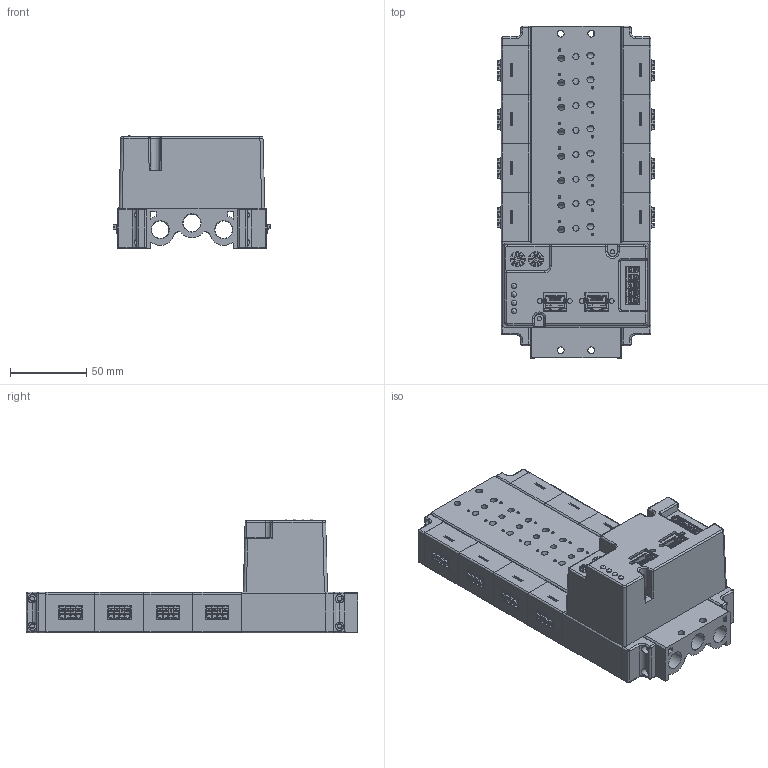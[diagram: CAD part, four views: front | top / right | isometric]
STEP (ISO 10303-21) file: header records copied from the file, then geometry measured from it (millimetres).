
FILE_DESCRIPTION(/* description */ (''),/* implementation_level */ '2;1');
FILE_NAME(/* name */ 'SY3-8.stp',/* time_stamp */ '2025-08-15T11:34:56+08:00',/* author */ (''),/* organization */ (''),/* preprocessor_version */ 'ST-DEVELOPER v14',/* originating_system */ 'SIEMENS PLM Software NX 8.0',/* authorisation */ '');
FILE_SCHEMA (('AP203_CONFIGURATION_CONTROLLED_3D_DESIGN_OF_MECHANICAL_PARTS_AND_ASSEMBLIES_MIM_LF { 1 0 10303 403 2 1 2}'));
Products named in the file (1): DELL27A831AB0fui
Bounding box: 102.96 x 217 x 74.34 mm (x, y, z)
Volume: 615537.4 mm3; surface area: 162286.9 mm2
Topology: 7 solids, 7 shells, 6317 faces, 18387 edges, 11950 vertices
Faces by surface type: plane 4581, cylinder 1173, extrusion 190, bspline 142, torus 95, cone 68, sphere 68
Full cylindrical faces by diameter (mm): 0.45 x62, 1.6 x16, 2.7 x2, 3 x12, 3.2 x12, 3.221 x4, 3.5 x4, 4 x26, 4.5 x4, 5.5 x8, 9.6 x2, 9.8 x2, 11.5 x5, 11.8 x6
Entity records: 218802 total; most frequent: CARTESIAN_POINT 54226, ORIENTED_EDGE 35672, DIRECTION 31928, EDGE_CURVE 17836, VECTOR 13624, LINE 13434, VERTEX_POINT 11770, AXIS2_PLACEMENT_3D 9152
